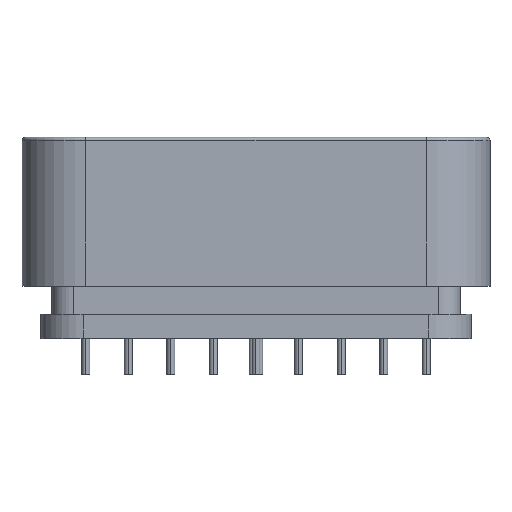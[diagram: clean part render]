
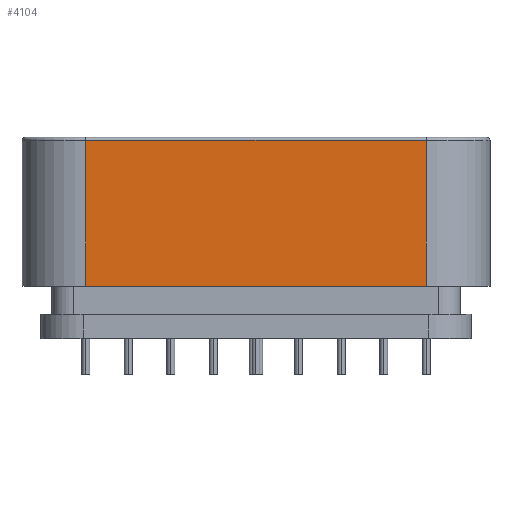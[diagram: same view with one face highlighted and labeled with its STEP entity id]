
A CAD part, top view. The second image highlights one B-rep face of the part: STEP entity #4104.
In plain terms, the highlighted planar face has unit normal (0, 0, 1).
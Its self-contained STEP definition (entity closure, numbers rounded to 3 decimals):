
#112 = ORIENTED_EDGE ( 'NONE', *, *, #3133, .T. ) ;
#278 = ORIENTED_EDGE ( 'NONE', *, *, #696, .T. ) ;
#429 = DIRECTION ( 'NONE',  ( 0., 0., -1. ) ) ;
#459 = FACE_OUTER_BOUND ( 'NONE', #1518, .T. ) ;
#564 = CARTESIAN_POINT ( 'NONE',  ( 0., 4.9, 5.75 ) ) ;
#696 = EDGE_CURVE ( 'NONE', #1048, #3806, #4426, .T. ) ;
#859 = CARTESIAN_POINT ( 'NONE',  ( -16., 4.9, 5.75 ) ) ;
#870 = VECTOR ( 'NONE', #4243, 1000. ) ;
#969 = CARTESIAN_POINT ( 'NONE',  ( -16., 64.378, 5.75 ) ) ;
#996 = ORIENTED_EDGE ( 'NONE', *, *, #1073, .T. ) ;
#1048 = VERTEX_POINT ( 'NONE', #4268 ) ;
#1073 = EDGE_CURVE ( 'NONE', #3806, #1384, #4206, .T. ) ;
#1340 = EDGE_CURVE ( 'NONE', #3456, #1048, #3162, .T. ) ;
#1384 = VERTEX_POINT ( 'NONE', #3287 ) ;
#1473 = CARTESIAN_POINT ( 'NONE',  ( 16., 18.6, 5.75 ) ) ;
#1518 = EDGE_LOOP ( 'NONE', ( #112, #2257, #278, #996 ) ) ;
#1851 = PLANE ( 'NONE',  #4173 ) ;
#1862 = VECTOR ( 'NONE', #2493, 1000. ) ;
#2084 = VECTOR ( 'NONE', #2620, 1000. ) ;
#2123 = CARTESIAN_POINT ( 'NONE',  ( 0., 64.378, 5.75 ) ) ;
#2214 = VECTOR ( 'NONE', #3641, 1000. ) ;
#2257 = ORIENTED_EDGE ( 'NONE', *, *, #1340, .T. ) ;
#2269 = CARTESIAN_POINT ( 'NONE',  ( 16., 64.378, 5.75 ) ) ;
#2493 = DIRECTION ( 'NONE',  ( 1., 0., 0. ) ) ;
#2620 = DIRECTION ( 'NONE',  ( 0., 1., 0. ) ) ;
#2859 = CARTESIAN_POINT ( 'NONE',  ( -16., 18.6, 5.75 ) ) ;
#3133 = EDGE_CURVE ( 'NONE', #1384, #3456, #3989, .T. ) ;
#3162 = LINE ( 'NONE', #2859, #870 ) ;
#3287 = CARTESIAN_POINT ( 'NONE',  ( 16., 4.9, 5.75 ) ) ;
#3456 = VERTEX_POINT ( 'NONE', #1473 ) ;
#3483 = DIRECTION ( 'NONE',  ( -1., 0., 0. ) ) ;
#3641 = DIRECTION ( 'NONE',  ( 0., -1., 0. ) ) ;
#3806 = VERTEX_POINT ( 'NONE', #859 ) ;
#3989 = LINE ( 'NONE', #2269, #2084 ) ;
#4104 = ADVANCED_FACE ( 'NONE', ( #459 ), #1851, .F. ) ;
#4173 = AXIS2_PLACEMENT_3D ( 'NONE', #2123, #429, #3483 ) ;
#4206 = LINE ( 'NONE', #564, #1862 ) ;
#4243 = DIRECTION ( 'NONE',  ( -1., 0., 0. ) ) ;
#4268 = CARTESIAN_POINT ( 'NONE',  ( -16., 18.6, 5.75 ) ) ;
#4426 = LINE ( 'NONE', #969, #2214 ) ;
